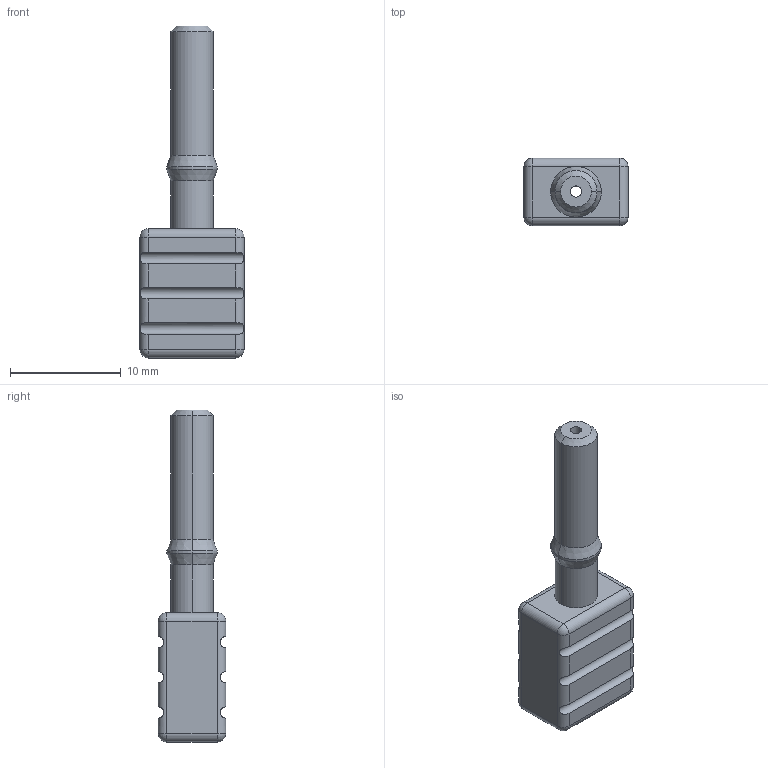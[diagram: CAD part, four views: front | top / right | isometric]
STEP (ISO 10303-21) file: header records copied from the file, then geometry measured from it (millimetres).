
FILE_DESCRIPTION (( 'STEP AP214' ), '1' );
FILE_NAME ('FOCOVLSFBLC-1.0x2.2_3D.STEP', '2021-06-07T19:40:41', ( '' ), ( '' ), 'SwSTEP 2.0', 'SolidWorks 2020', '' );
FILE_SCHEMA (( 'AUTOMOTIVE_DESIGN' ));
Length unit declared in the file: inch
Products named in the file (1): FOCOVLSFBLC-1.0x2.2_3D
Bounding box: 9.4 x 6.1 x 29.97 mm (x, y, z)
Volume: 738.5 mm3; surface area: 881.3 mm2
Topology: 1 solids, 1 shells, 59 faces, 136 edges, 72 vertices
Faces by surface type: cylinder 28, plane 13, cone 10, sphere 8
Entity records: 1794 total; most frequent: CARTESIAN_POINT 464, DIRECTION 284, ORIENTED_EDGE 256, EDGE_CURVE 128, AXIS2_PLACEMENT_3D 108, VERTEX_POINT 72, VECTOR 68, LINE 68
